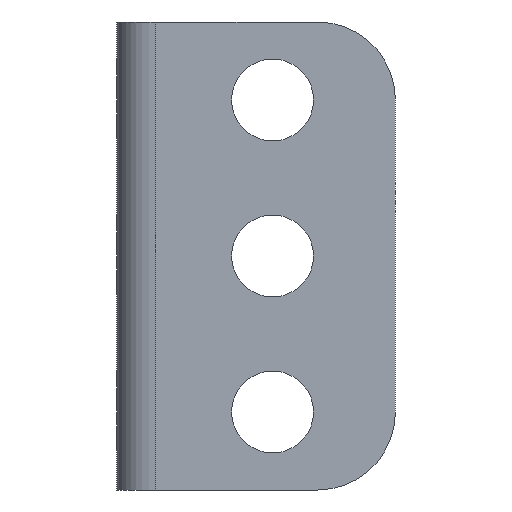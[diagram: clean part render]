
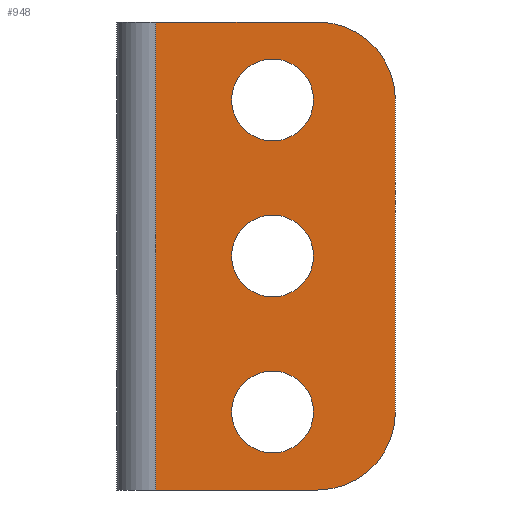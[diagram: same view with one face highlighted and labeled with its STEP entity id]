
A CAD part, left-side view. The second image highlights one B-rep face of the part: STEP entity #948.
In plain terms, the highlighted planar face has unit normal (-1, 0, 0).
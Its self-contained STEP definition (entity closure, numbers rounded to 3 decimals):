
#23 = VERTEX_POINT ( 'NONE', #1861 ) ;
#35 = CARTESIAN_POINT ( 'NONE',  ( 0., -6.4, -4. ) ) ;
#47 = EDGE_CURVE ( 'NONE', #23, #229, #2036, .T. ) ;
#51 = DIRECTION ( 'NONE',  ( -1., 0., 0. ) ) ;
#60 = ORIENTED_EDGE ( 'NONE', *, *, #845, .F. ) ;
#68 = EDGE_CURVE ( 'NONE', #1747, #862, #935, .T. ) ;
#80 = VERTEX_POINT ( 'NONE', #903 ) ;
#82 = AXIS2_PLACEMENT_3D ( 'NONE', #757, #790, #911 ) ;
#99 = VERTEX_POINT ( 'NONE', #1571 ) ;
#116 = VERTEX_POINT ( 'NONE', #125 ) ;
#123 = CARTESIAN_POINT ( 'NONE',  ( 0., -6.4, -6.1 ) ) ;
#125 = CARTESIAN_POINT ( 'NONE',  ( 0., -6.4, -1.9 ) ) ;
#164 = CARTESIAN_POINT ( 'NONE',  ( 0., -6.4, -17.9 ) ) ;
#171 = EDGE_CURVE ( 'NONE', #195, #1001, #856, .T. ) ;
#195 = VERTEX_POINT ( 'NONE', #996 ) ;
#198 = CARTESIAN_POINT ( 'NONE',  ( 0., 1.6, 0. ) ) ;
#201 = CARTESIAN_POINT ( 'NONE',  ( 0., -0.4, -24. ) ) ;
#223 = AXIS2_PLACEMENT_3D ( 'NONE', #35, #532, #859 ) ;
#229 = VERTEX_POINT ( 'NONE', #653 ) ;
#242 = AXIS2_PLACEMENT_3D ( 'NONE', #764, #784, #1082 ) ;
#336 = CARTESIAN_POINT ( 'NONE',  ( 0., -12.7, -4. ) ) ;
#353 = EDGE_LOOP ( 'NONE', ( #1347, #1006, #1522, #2031, #1781, #825 ) ) ;
#374 = LINE ( 'NONE', #501, #1265 ) ;
#455 = LINE ( 'NONE', #1403, #967 ) ;
#501 = CARTESIAN_POINT ( 'NONE',  ( 0., -12.7, 0. ) ) ;
#532 = DIRECTION ( 'NONE',  ( -1., 0., 0. ) ) ;
#590 = DIRECTION ( 'NONE',  ( -1., 0., 0. ) ) ;
#630 = AXIS2_PLACEMENT_3D ( 'NONE', #1826, #51, #699 ) ;
#648 = DIRECTION ( 'NONE',  ( 1., 0., 0. ) ) ;
#653 = CARTESIAN_POINT ( 'NONE',  ( 0., -8.7, 0. ) ) ;
#671 = PLANE ( 'NONE',  #1130 ) ;
#695 = VERTEX_POINT ( 'NONE', #336 ) ;
#699 = DIRECTION ( 'NONE',  ( 0., 0., 1. ) ) ;
#700 = ORIENTED_EDGE ( 'NONE', *, *, #881, .F. ) ;
#743 = CARTESIAN_POINT ( 'NONE',  ( 0., 1.6, 0. ) ) ;
#757 = CARTESIAN_POINT ( 'NONE',  ( 0., -6.4, -4. ) ) ;
#764 = CARTESIAN_POINT ( 'NONE',  ( 0., -6.4, -20. ) ) ;
#781 = CARTESIAN_POINT ( 'NONE',  ( 0., -8.7, -4. ) ) ;
#784 = DIRECTION ( 'NONE',  ( -1., 0., 0. ) ) ;
#790 = DIRECTION ( 'NONE',  ( -1., 0., 0. ) ) ;
#797 = CIRCLE ( 'NONE', #1498, 2.1 ) ;
#825 = ORIENTED_EDGE ( 'NONE', *, *, #1712, .T. ) ;
#845 = EDGE_CURVE ( 'NONE', #116, #2004, #2014, .T. ) ;
#856 = CIRCLE ( 'NONE', #242, 2.1 ) ;
#859 = DIRECTION ( 'NONE',  ( 0., 0., 1. ) ) ;
#862 = VERTEX_POINT ( 'NONE', #1065 ) ;
#881 = EDGE_CURVE ( 'NONE', #80, #99, #1592, .T. ) ;
#903 = CARTESIAN_POINT ( 'NONE',  ( 0., -6.4, -14.1 ) ) ;
#905 = EDGE_CURVE ( 'NONE', #695, #229, #1869, .T. ) ;
#906 = DIRECTION ( 'NONE',  ( 0., 0., 1. ) ) ;
#911 = DIRECTION ( 'NONE',  ( 0., 0., 1. ) ) ;
#926 = CARTESIAN_POINT ( 'NONE',  ( 0., -6.4, -20. ) ) ;
#935 = LINE ( 'NONE', #1919, #1762 ) ;
#948 = ADVANCED_FACE ( 'NONE', ( #1293, #981, #1005, #1772 ), #671, .F. ) ;
#967 = VECTOR ( 'NONE', #1918, 1000. ) ;
#981 = FACE_BOUND ( 'NONE', #1812, .T. ) ;
#982 = EDGE_LOOP ( 'NONE', ( #1460, #1234 ) ) ;
#996 = CARTESIAN_POINT ( 'NONE',  ( 0., -6.4, -22.1 ) ) ;
#998 = DIRECTION ( 'NONE',  ( 0., 0., -1. ) ) ;
#1001 = VERTEX_POINT ( 'NONE', #164 ) ;
#1005 = FACE_BOUND ( 'NONE', #982, .T. ) ;
#1006 = ORIENTED_EDGE ( 'NONE', *, *, #1340, .T. ) ;
#1027 = AXIS2_PLACEMENT_3D ( 'NONE', #1575, #590, #1584 ) ;
#1065 = CARTESIAN_POINT ( 'NONE',  ( 0., -8.7, -24. ) ) ;
#1073 = DIRECTION ( 'NONE',  ( -1., 0., 0. ) ) ;
#1082 = DIRECTION ( 'NONE',  ( 0., 0., 1. ) ) ;
#1130 = AXIS2_PLACEMENT_3D ( 'NONE', #198, #648, #1148 ) ;
#1136 = CIRCLE ( 'NONE', #223, 2.1 ) ;
#1148 = DIRECTION ( 'NONE',  ( 0., 0., -1. ) ) ;
#1150 = EDGE_CURVE ( 'NONE', #99, #80, #1632, .T. ) ;
#1155 = VECTOR ( 'NONE', #1871, 1000. ) ;
#1234 = ORIENTED_EDGE ( 'NONE', *, *, #171, .F. ) ;
#1265 = VECTOR ( 'NONE', #998, 1000. ) ;
#1281 = EDGE_LOOP ( 'NONE', ( #1991, #700 ) ) ;
#1293 = FACE_BOUND ( 'NONE', #1281, .T. ) ;
#1302 = EDGE_CURVE ( 'NONE', #1001, #195, #797, .T. ) ;
#1318 = DIRECTION ( 'NONE',  ( 0., 0., -1. ) ) ;
#1329 = AXIS2_PLACEMENT_3D ( 'NONE', #781, #1416, #2075 ) ;
#1340 = EDGE_CURVE ( 'NONE', #862, #2061, #1988, .T. ) ;
#1341 = CARTESIAN_POINT ( 'NONE',  ( 0., -8.7, -20. ) ) ;
#1347 = ORIENTED_EDGE ( 'NONE', *, *, #68, .T. ) ;
#1403 = CARTESIAN_POINT ( 'NONE',  ( 0., -0.4, 0. ) ) ;
#1416 = DIRECTION ( 'NONE',  ( -1., 0., 0. ) ) ;
#1460 = ORIENTED_EDGE ( 'NONE', *, *, #1302, .F. ) ;
#1477 = DIRECTION ( 'NONE',  ( -1., 0., 0. ) ) ;
#1479 = EDGE_CURVE ( 'NONE', #695, #2061, #374, .T. ) ;
#1498 = AXIS2_PLACEMENT_3D ( 'NONE', #926, #1073, #906 ) ;
#1522 = ORIENTED_EDGE ( 'NONE', *, *, #1479, .F. ) ;
#1571 = CARTESIAN_POINT ( 'NONE',  ( 0., -6.4, -9.9 ) ) ;
#1575 = CARTESIAN_POINT ( 'NONE',  ( 0., -6.4, -12. ) ) ;
#1579 = DIRECTION ( 'NONE',  ( 0., -1., 0. ) ) ;
#1584 = DIRECTION ( 'NONE',  ( 0., 0., 1. ) ) ;
#1592 = CIRCLE ( 'NONE', #1027, 2.1 ) ;
#1632 = CIRCLE ( 'NONE', #630, 2.1 ) ;
#1712 = EDGE_CURVE ( 'NONE', #23, #1747, #455, .T. ) ;
#1717 = CARTESIAN_POINT ( 'NONE',  ( 0., -12.7, -20. ) ) ;
#1747 = VERTEX_POINT ( 'NONE', #201 ) ;
#1754 = EDGE_CURVE ( 'NONE', #2004, #116, #1136, .T. ) ;
#1762 = VECTOR ( 'NONE', #1579, 1000. ) ;
#1772 = FACE_OUTER_BOUND ( 'NONE', #353, .T. ) ;
#1781 = ORIENTED_EDGE ( 'NONE', *, *, #47, .F. ) ;
#1812 = EDGE_LOOP ( 'NONE', ( #60, #1933 ) ) ;
#1826 = CARTESIAN_POINT ( 'NONE',  ( 0., -6.4, -12. ) ) ;
#1861 = CARTESIAN_POINT ( 'NONE',  ( 0., -0.4, 0. ) ) ;
#1869 = CIRCLE ( 'NONE', #1329, 4. ) ;
#1871 = DIRECTION ( 'NONE',  ( 0., -1., 0. ) ) ;
#1918 = DIRECTION ( 'NONE',  ( 0., 0., -1. ) ) ;
#1919 = CARTESIAN_POINT ( 'NONE',  ( 0., 1.6, -24. ) ) ;
#1933 = ORIENTED_EDGE ( 'NONE', *, *, #1754, .F. ) ;
#1988 = CIRCLE ( 'NONE', #2049, 4. ) ;
#1991 = ORIENTED_EDGE ( 'NONE', *, *, #1150, .F. ) ;
#2004 = VERTEX_POINT ( 'NONE', #123 ) ;
#2014 = CIRCLE ( 'NONE', #82, 2.1 ) ;
#2031 = ORIENTED_EDGE ( 'NONE', *, *, #905, .T. ) ;
#2036 = LINE ( 'NONE', #743, #1155 ) ;
#2049 = AXIS2_PLACEMENT_3D ( 'NONE', #1341, #1477, #1318 ) ;
#2061 = VERTEX_POINT ( 'NONE', #1717 ) ;
#2075 = DIRECTION ( 'NONE',  ( 0., 0., -1. ) ) ;
